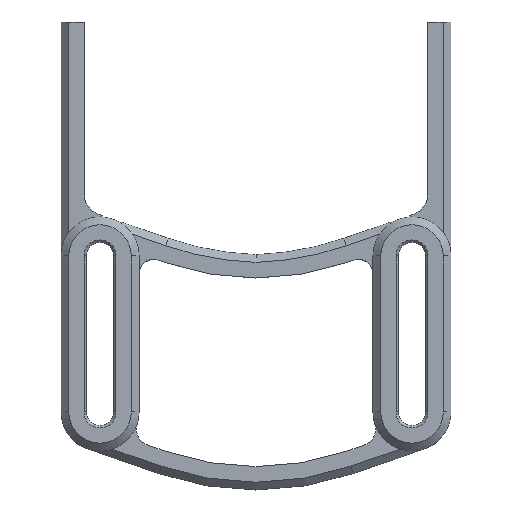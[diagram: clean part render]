
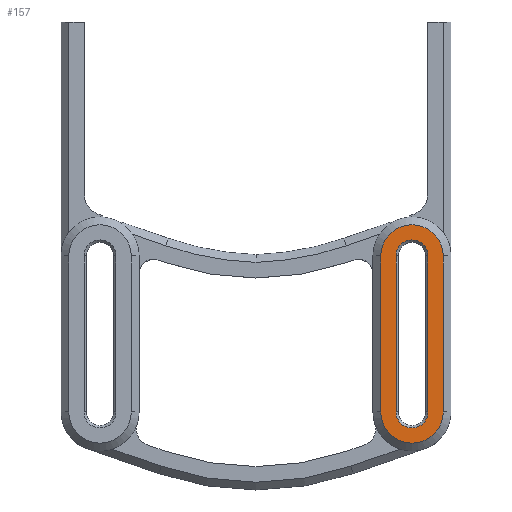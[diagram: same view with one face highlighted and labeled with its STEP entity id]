
A CAD part, top view. The second image highlights one B-rep face of the part: STEP entity #157.
In plain terms, the highlighted planar face has unit normal (0, 0, 1).
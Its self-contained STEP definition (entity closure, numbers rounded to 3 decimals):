
#157=ADVANCED_FACE('',(#1007,#1009),#1011,.T.);
#1007=FACE_BOUND('',#1008,.T.);
#1008=EDGE_LOOP('',(#1617,#1618,#1619,#1620));
#1009=FACE_BOUND('',#1010,.T.);
#1010=EDGE_LOOP('',(#1621,#1622,#1623,#1624));
#1011=PLANE('',#1012);
#1012=AXIS2_PLACEMENT_3D('',#1013,#1014,#1015);
#1013=CARTESIAN_POINT('',(0.,0.,32.));
#1014=DIRECTION('',(0.,0.,1.));
#1015=DIRECTION('',(0.,-1.,0.));
#1617=ORIENTED_EDGE('',*,*,#1941,.T.);
#1618=ORIENTED_EDGE('',*,*,#1944,.T.);
#1619=ORIENTED_EDGE('',*,*,#1895,.T.);
#1620=ORIENTED_EDGE('',*,*,#1939,.T.);
#1621=ORIENTED_EDGE('',*,*,#1945,.T.);
#1622=ORIENTED_EDGE('',*,*,#1946,.T.);
#1623=ORIENTED_EDGE('',*,*,#1947,.T.);
#1624=ORIENTED_EDGE('',*,*,#1948,.T.);
#1895=EDGE_CURVE('',#2329,#2327,#2330,.T.);
#1939=EDGE_CURVE('',#2327,#2390,#2392,.T.);
#1941=EDGE_CURVE('',#2390,#2393,#2395,.T.);
#1944=EDGE_CURVE('',#2393,#2329,#2399,.T.);
#1945=EDGE_CURVE('',#2400,#2401,#2402,.F.);
#1946=EDGE_CURVE('',#2401,#2403,#2404,.F.);
#1947=EDGE_CURVE('',#2403,#2405,#2406,.F.);
#1948=EDGE_CURVE('',#2405,#2400,#2407,.F.);
#2327=VERTEX_POINT('',#3554);
#2329=VERTEX_POINT('',#3558);
#2330=CIRCLE('',#3559,4.);
#2390=VERTEX_POINT('',#3713);
#2392=LINE('',#3717,#3718);
#2393=VERTEX_POINT('',#3720);
#2395=CIRCLE('',#3724,4.);
#2399=LINE('',#3736,#3737);
#2400=VERTEX_POINT('',#3739);
#2401=VERTEX_POINT('',#3740);
#2402=LINE('',#3741,#3742);
#2403=VERTEX_POINT('',#3744);
#2404=CIRCLE('',#3745,2.05);
#2405=VERTEX_POINT('',#3749);
#2406=LINE('',#3750,#3751);
#2407=CIRCLE('',#3753,2.05);
#3554=CARTESIAN_POINT('',(16.,-25.,32.));
#3558=CARTESIAN_POINT('',(24.,-25.,32.));
#3559=AXIS2_PLACEMENT_3D('',#3560,#3561,#3562);
#3560=CARTESIAN_POINT('',(20.,-25.,32.));
#3561=DIRECTION('',(0.,0.,1.));
#3562=DIRECTION('',(1.,0.,0.));
#3713=CARTESIAN_POINT('',(16.,-45.,32.));
#3717=CARTESIAN_POINT('',(16.,-25.,32.));
#3718=VECTOR('',#3719,1.);
#3719=DIRECTION('',(0.,-1.,0.));
#3720=CARTESIAN_POINT('',(24.,-45.,32.));
#3724=AXIS2_PLACEMENT_3D('',#3725,#3726,#3727);
#3725=CARTESIAN_POINT('',(20.,-45.,32.));
#3726=DIRECTION('',(0.,0.,1.));
#3727=DIRECTION('',(-1.,0.,0.));
#3736=CARTESIAN_POINT('',(24.,-45.,32.));
#3737=VECTOR('',#3738,1.);
#3738=DIRECTION('',(0.,1.,0.));
#3739=CARTESIAN_POINT('',(17.95,-45.,32.));
#3740=CARTESIAN_POINT('',(17.95,-25.,32.));
#3741=CARTESIAN_POINT('',(17.95,-25.,32.));
#3742=VECTOR('',#3743,1.);
#3743=DIRECTION('',(0.,-1.,0.));
#3744=CARTESIAN_POINT('',(22.05,-25.,32.));
#3745=AXIS2_PLACEMENT_3D('',#3746,#3747,#3748);
#3746=CARTESIAN_POINT('',(20.,-25.,32.));
#3747=DIRECTION('',(0.,0.,1.));
#3748=DIRECTION('',(1.,0.,0.));
#3749=CARTESIAN_POINT('',(22.05,-45.,32.));
#3750=CARTESIAN_POINT('',(22.05,-45.,32.));
#3751=VECTOR('',#3752,1.);
#3752=DIRECTION('',(0.,1.,0.));
#3753=AXIS2_PLACEMENT_3D('',#3754,#3755,#3756);
#3754=CARTESIAN_POINT('',(20.,-45.,32.));
#3755=DIRECTION('',(0.,0.,1.));
#3756=DIRECTION('',(-1.,0.,0.));
